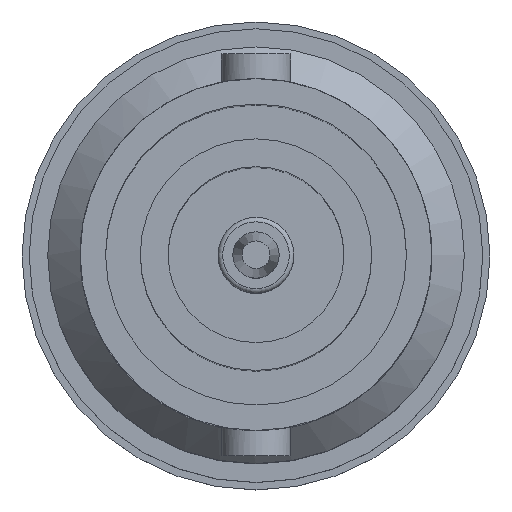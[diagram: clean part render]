
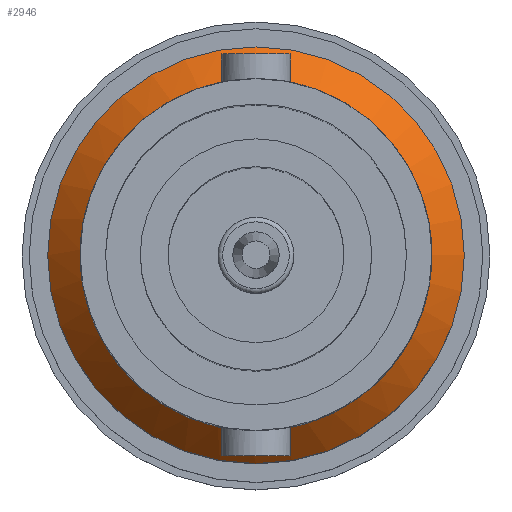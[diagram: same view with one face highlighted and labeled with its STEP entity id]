
A CAD part, top view. The second image highlights one B-rep face of the part: STEP entity #2946.
In plain terms, the highlighted conical face has half-angle 45 degrees and reference radius 4.826 mm.
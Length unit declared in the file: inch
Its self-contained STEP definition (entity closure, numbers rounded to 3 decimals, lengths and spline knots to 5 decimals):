
#1596 = CONICAL_SURFACE ( 'NONE', #14394, 0.19, 0.785 ) ;
#1813 = EDGE_CURVE ( 'NONE', #4835, #4835, #9150, .T. ) ;
#2003 = DIRECTION ( 'NONE',  ( 0., 0., 1. ) ) ;
#2031 = ORIENTED_EDGE ( 'NONE', *, *, #1813, .F. ) ;
#2229 = DIRECTION ( 'NONE',  ( 1., 0., 0. ) ) ;
#2839 = FACE_BOUND ( 'NONE', #5839, .T. ) ;
#2946 = ADVANCED_FACE ( 'NONE', ( #2839, #19134 ), #1596, .T. ) ;
#3573 = CARTESIAN_POINT ( 'NONE',  ( -0.225, 0., -0.46191 ) ) ;
#4835 = VERTEX_POINT ( 'NONE', #20184 ) ;
#5533 = EDGE_LOOP ( 'NONE', ( #12796 ) ) ;
#5839 = EDGE_LOOP ( 'NONE', ( #2031 ) ) ;
#6766 = CARTESIAN_POINT ( 'NONE',  ( 0., 0., -0.46191 ) ) ;
#7988 = CARTESIAN_POINT ( 'NONE',  ( 0., 0., -0.42691 ) ) ;
#8403 = DIRECTION ( 'NONE',  ( 0., 0., -1. ) ) ;
#9150 = CIRCLE ( 'NONE', #12017, 0.19 ) ;
#9420 = EDGE_CURVE ( 'NONE', #11693, #11693, #19996, .T. ) ;
#11693 = VERTEX_POINT ( 'NONE', #3573 ) ;
#12017 = AXIS2_PLACEMENT_3D ( 'NONE', #18880, #15523, #20193 ) ;
#12796 = ORIENTED_EDGE ( 'NONE', *, *, #9420, .T. ) ;
#14394 = AXIS2_PLACEMENT_3D ( 'NONE', #7988, #8403, #2229 ) ;
#15523 = DIRECTION ( 'NONE',  ( 0., 0., 1. ) ) ;
#17424 = DIRECTION ( 'NONE',  ( -1., 0., 0. ) ) ;
#17553 = AXIS2_PLACEMENT_3D ( 'NONE', #6766, #2003, #17424 ) ;
#18880 = CARTESIAN_POINT ( 'NONE',  ( 0., 0., -0.42691 ) ) ;
#19134 = FACE_OUTER_BOUND ( 'NONE', #5533, .T. ) ;
#19996 = CIRCLE ( 'NONE', #17553, 0.225 ) ;
#20184 = CARTESIAN_POINT ( 'NONE',  ( 0.19, 0., -0.42691 ) ) ;
#20193 = DIRECTION ( 'NONE',  ( 1., 0., 0. ) ) ;
